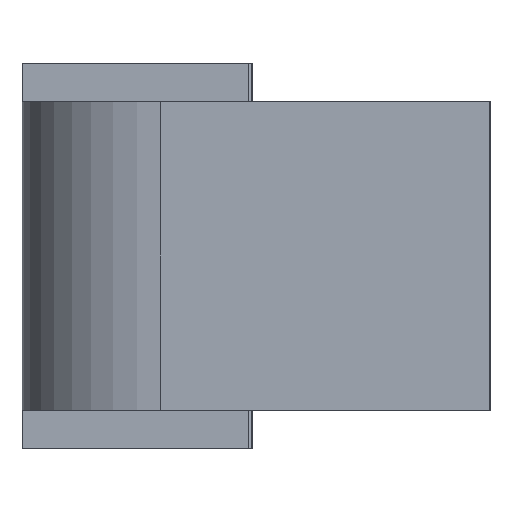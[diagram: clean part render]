
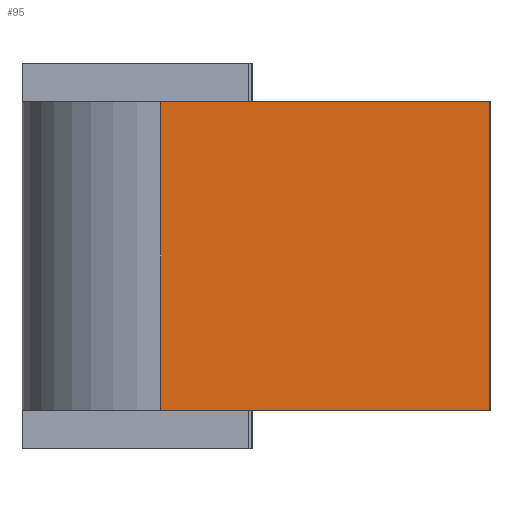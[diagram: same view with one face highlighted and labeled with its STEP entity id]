
A CAD part, left-side view. The second image highlights one B-rep face of the part: STEP entity #95.
In plain terms, the highlighted planar face has unit normal (-1, 0, 0).
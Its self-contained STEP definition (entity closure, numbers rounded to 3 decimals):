
#95 = ADVANCED_FACE( '', ( #146 ), #147, .F. );
#146 = FACE_OUTER_BOUND( '', #206, .T. );
#147 = PLANE( '', #207 );
#206 = EDGE_LOOP( '', ( #398, #399, #400, #401 ) );
#207 = AXIS2_PLACEMENT_3D( '', #402, #403, #404 );
#398 = ORIENTED_EDGE( '', *, *, #493, .T. );
#399 = ORIENTED_EDGE( '', *, *, #540, .F. );
#400 = ORIENTED_EDGE( '', *, *, #516, .F. );
#401 = ORIENTED_EDGE( '', *, *, #541, .T. );
#402 = CARTESIAN_POINT( '', ( -32.5, 27.3, 8. ) );
#403 = DIRECTION( '', ( 1., 0., 0. ) );
#404 = DIRECTION( '', ( 0., 0., -1. ) );
#493 = EDGE_CURVE( '', #589, #587, #590, .T. );
#516 = EDGE_CURVE( '', #630, #632, #633, .T. );
#540 = EDGE_CURVE( '', #632, #587, #664, .T. );
#541 = EDGE_CURVE( '', #630, #589, #665, .T. );
#587 = VERTEX_POINT( '', #730 );
#589 = VERTEX_POINT( '', #733 );
#590 = LINE( '', #734, #735 );
#630 = VERTEX_POINT( '', #790 );
#632 = VERTEX_POINT( '', #792 );
#633 = LINE( '', #793, #794 );
#664 = LINE( '', #846, #847 );
#665 = LINE( '', #848, #849 );
#730 = CARTESIAN_POINT( '', ( -32.5, 10.2, -8. ) );
#733 = CARTESIAN_POINT( '', ( -32.5, 27.3, -8. ) );
#734 = CARTESIAN_POINT( '', ( -32.5, 27.3, -8. ) );
#735 = VECTOR( '', #907, 1000. );
#790 = CARTESIAN_POINT( '', ( -32.5, 27.3, 8. ) );
#792 = CARTESIAN_POINT( '', ( -32.5, 10.2, 8. ) );
#793 = CARTESIAN_POINT( '', ( -32.5, 27.3, 8. ) );
#794 = VECTOR( '', #944, 1000. );
#846 = CARTESIAN_POINT( '', ( -32.5, 10.2, 8. ) );
#847 = VECTOR( '', #972, 1000. );
#848 = CARTESIAN_POINT( '', ( -32.5, 27.3, 8. ) );
#849 = VECTOR( '', #973, 1000. );
#907 = DIRECTION( '', ( 0., -1., 0. ) );
#944 = DIRECTION( '', ( 0., -1., 0. ) );
#972 = DIRECTION( '', ( 0., 0., -1. ) );
#973 = DIRECTION( '', ( 0., 0., -1. ) );
